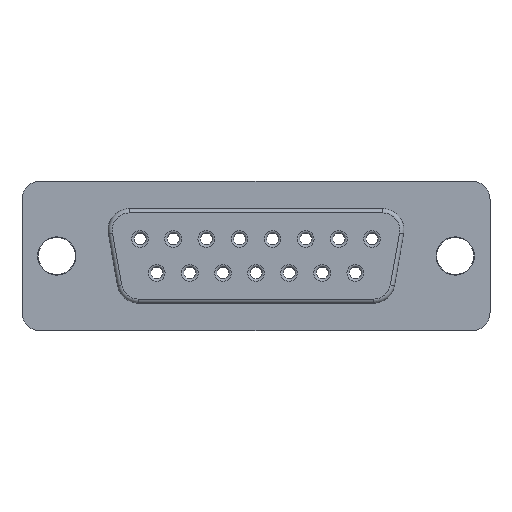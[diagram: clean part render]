
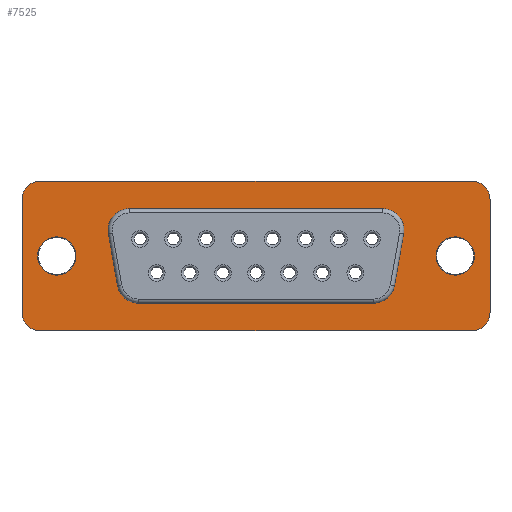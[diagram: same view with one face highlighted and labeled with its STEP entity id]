
A CAD part, front view. The second image highlights one B-rep face of the part: STEP entity #7525.
In plain terms, the highlighted planar face has unit normal (0, -1, 0).
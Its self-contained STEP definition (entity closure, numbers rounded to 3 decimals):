
#895=LINE('',#19463,#1305);
#896=LINE('',#19468,#1306);
#897=LINE('',#19472,#1307);
#898=LINE('',#19476,#1308);
#899=LINE('',#19482,#1309);
#900=LINE('',#19486,#1310);
#901=LINE('',#19490,#1311);
#902=LINE('',#19494,#1312);
#1305=VECTOR('',#10374,1000.);
#1306=VECTOR('',#10377,1000.);
#1307=VECTOR('',#10380,1000.);
#1308=VECTOR('',#10383,1000.);
#1309=VECTOR('',#10388,1000.);
#1310=VECTOR('',#10391,1000.);
#1311=VECTOR('',#10394,1000.);
#1312=VECTOR('',#10397,1000.);
#3235=ORIENTED_EDGE('',*,*,#4374,.T.);
#3236=ORIENTED_EDGE('',*,*,#4375,.T.);
#3237=ORIENTED_EDGE('',*,*,#4376,.T.);
#3238=ORIENTED_EDGE('',*,*,#4377,.T.);
#3239=ORIENTED_EDGE('',*,*,#4378,.T.);
#3240=ORIENTED_EDGE('',*,*,#4379,.T.);
#3241=ORIENTED_EDGE('',*,*,#4380,.T.);
#3242=ORIENTED_EDGE('',*,*,#4381,.T.);
#3243=ORIENTED_EDGE('',*,*,#4382,.T.);
#3244=ORIENTED_EDGE('',*,*,#4383,.F.);
#3245=ORIENTED_EDGE('',*,*,#4384,.F.);
#3246=ORIENTED_EDGE('',*,*,#4385,.F.);
#3247=ORIENTED_EDGE('',*,*,#4386,.F.);
#3248=ORIENTED_EDGE('',*,*,#4387,.F.);
#3249=ORIENTED_EDGE('',*,*,#4388,.F.);
#3250=ORIENTED_EDGE('',*,*,#4389,.F.);
#3251=ORIENTED_EDGE('',*,*,#4390,.F.);
#3252=ORIENTED_EDGE('',*,*,#4391,.T.);
#4374=EDGE_CURVE('',#5117,#5117,#5532,.T.);
#4375=EDGE_CURVE('',#5118,#5119,#895,.T.);
#4376=EDGE_CURVE('',#5119,#5120,#5533,.T.);
#4377=EDGE_CURVE('',#5120,#5121,#896,.T.);
#4378=EDGE_CURVE('',#5121,#5122,#5534,.T.);
#4379=EDGE_CURVE('',#5122,#5123,#897,.T.);
#4380=EDGE_CURVE('',#5123,#5124,#5535,.T.);
#4381=EDGE_CURVE('',#5124,#5125,#898,.T.);
#4382=EDGE_CURVE('',#5125,#5118,#5536,.T.);
#4383=EDGE_CURVE('',#5126,#5127,#5537,.T.);
#4384=EDGE_CURVE('',#5128,#5126,#899,.T.);
#4385=EDGE_CURVE('',#5129,#5128,#5538,.T.);
#4386=EDGE_CURVE('',#5130,#5129,#900,.T.);
#4387=EDGE_CURVE('',#5131,#5130,#5539,.T.);
#4388=EDGE_CURVE('',#5132,#5131,#901,.T.);
#4389=EDGE_CURVE('',#5133,#5132,#5540,.T.);
#4390=EDGE_CURVE('',#5127,#5133,#902,.T.);
#4391=EDGE_CURVE('',#5134,#5134,#5541,.T.);
#5117=VERTEX_POINT('',#19462);
#5118=VERTEX_POINT('',#19464);
#5119=VERTEX_POINT('',#19465);
#5120=VERTEX_POINT('',#19467);
#5121=VERTEX_POINT('',#19469);
#5122=VERTEX_POINT('',#19471);
#5123=VERTEX_POINT('',#19473);
#5124=VERTEX_POINT('',#19475);
#5125=VERTEX_POINT('',#19477);
#5126=VERTEX_POINT('',#19480);
#5127=VERTEX_POINT('',#19481);
#5128=VERTEX_POINT('',#19483);
#5129=VERTEX_POINT('',#19485);
#5130=VERTEX_POINT('',#19487);
#5131=VERTEX_POINT('',#19489);
#5132=VERTEX_POINT('',#19491);
#5133=VERTEX_POINT('',#19493);
#5134=VERTEX_POINT('',#19496);
#5532=CIRCLE('',#8386,1.6);
#5533=CIRCLE('',#8387,1.78);
#5534=CIRCLE('',#8388,1.78);
#5535=CIRCLE('',#8389,1.78);
#5536=CIRCLE('',#8390,1.78);
#5537=CIRCLE('',#8391,1.5);
#5538=CIRCLE('',#8392,1.5);
#5539=CIRCLE('',#8393,1.5);
#5540=CIRCLE('',#8394,1.5);
#5541=CIRCLE('',#8395,1.6);
#6190=EDGE_LOOP('',(#3235));
#6191=EDGE_LOOP('',(#3236,#3237,#3238,#3239,#3240,#3241,#3242,#3243));
#6192=EDGE_LOOP('',(#3244,#3245,#3246,#3247,#3248,#3249,#3250,#3251));
#6193=EDGE_LOOP('',(#3252));
#6852=FACE_BOUND('',#6190,.T.);
#6853=FACE_BOUND('',#6191,.T.);
#6854=FACE_BOUND('',#6192,.T.);
#6855=FACE_BOUND('',#6193,.T.);
#7088=PLANE('',#8385);
#7525=ADVANCED_FACE('',(#6852,#6853,#6854,#6855),#7088,.F.);
#8385=AXIS2_PLACEMENT_3D('',#19460,#10370,#10371);
#8386=AXIS2_PLACEMENT_3D('',#19461,#10372,#10373);
#8387=AXIS2_PLACEMENT_3D('',#19466,#10375,#10376);
#8388=AXIS2_PLACEMENT_3D('',#19470,#10378,#10379);
#8389=AXIS2_PLACEMENT_3D('',#19474,#10381,#10382);
#8390=AXIS2_PLACEMENT_3D('',#19478,#10384,#10385);
#8391=AXIS2_PLACEMENT_3D('',#19479,#10386,#10387);
#8392=AXIS2_PLACEMENT_3D('',#19484,#10389,#10390);
#8393=AXIS2_PLACEMENT_3D('',#19488,#10392,#10393);
#8394=AXIS2_PLACEMENT_3D('',#19492,#10395,#10396);
#8395=AXIS2_PLACEMENT_3D('',#19495,#10398,#10399);
#10370=DIRECTION('',(0.,1.,0.));
#10371=DIRECTION('',(0.,0.,1.));
#10372=DIRECTION('',(0.,1.,0.));
#10373=DIRECTION('',(1.,0.,0.));
#10374=DIRECTION('',(-0.174,0.,0.985));
#10375=DIRECTION('',(0.,1.,0.));
#10376=DIRECTION('',(0.,0.,1.));
#10377=DIRECTION('',(1.,0.,0.));
#10378=DIRECTION('',(0.,1.,0.));
#10379=DIRECTION('',(0.,0.,1.));
#10380=DIRECTION('',(-0.174,0.,-0.985));
#10381=DIRECTION('',(0.,1.,0.));
#10382=DIRECTION('',(0.,0.,1.));
#10383=DIRECTION('',(-1.,0.,0.));
#10384=DIRECTION('',(0.,1.,0.));
#10385=DIRECTION('',(0.,0.,1.));
#10386=DIRECTION('',(0.,1.,0.));
#10387=DIRECTION('',(1.,0.,0.));
#10388=DIRECTION('',(0.,0.,1.));
#10389=DIRECTION('',(0.,1.,0.));
#10390=DIRECTION('',(1.,0.,0.));
#10391=DIRECTION('',(-1.,0.,0.));
#10392=DIRECTION('',(0.,1.,0.));
#10393=DIRECTION('',(1.,0.,0.));
#10394=DIRECTION('',(0.,0.,-1.));
#10395=DIRECTION('',(0.,1.,0.));
#10396=DIRECTION('',(-1.,0.,0.));
#10397=DIRECTION('',(1.,0.,0.));
#10398=DIRECTION('',(0.,1.,0.));
#10399=DIRECTION('',(1.,0.,0.));
#19460=CARTESIAN_POINT('',(-18.07,-0.35,4.75));
#19461=CARTESIAN_POINT('',(-16.66,-0.35,0.));
#19462=CARTESIAN_POINT('',(-15.06,-0.35,0.));
#19463=CARTESIAN_POINT('',(-13.015,-0.35,5.641));
#19464=CARTESIAN_POINT('',(-11.583,-0.35,-2.479));
#19465=CARTESIAN_POINT('',(-12.348,-0.35,1.861));
#19466=CARTESIAN_POINT('',(-10.595,-0.35,2.17));
#19467=CARTESIAN_POINT('',(-10.595,-0.35,3.95));
#19468=CARTESIAN_POINT('',(-18.07,-0.35,3.95));
#19469=CARTESIAN_POINT('',(10.595,-0.35,3.95));
#19470=CARTESIAN_POINT('',(10.595,-0.35,2.17));
#19471=CARTESIAN_POINT('',(12.348,-0.35,1.861));
#19472=CARTESIAN_POINT('',(11.925,-0.35,-0.539));
#19473=CARTESIAN_POINT('',(11.583,-0.35,-2.479));
#19474=CARTESIAN_POINT('',(9.83,-0.35,-2.17));
#19475=CARTESIAN_POINT('',(9.83,-0.35,-3.95));
#19476=CARTESIAN_POINT('',(-18.07,-0.35,-3.95));
#19477=CARTESIAN_POINT('',(-9.83,-0.35,-3.95));
#19478=CARTESIAN_POINT('',(-9.83,-0.35,-2.17));
#19479=CARTESIAN_POINT('',(-18.07,-0.35,4.75));
#19480=CARTESIAN_POINT('',(-19.57,-0.35,4.75));
#19481=CARTESIAN_POINT('',(-18.07,-0.35,6.25));
#19482=CARTESIAN_POINT('',(-19.57,-0.35,-4.75));
#19483=CARTESIAN_POINT('',(-19.57,-0.35,-4.75));
#19484=CARTESIAN_POINT('',(-18.07,-0.35,-4.75));
#19485=CARTESIAN_POINT('',(-18.07,-0.35,-6.25));
#19486=CARTESIAN_POINT('',(18.07,-0.35,-6.25));
#19487=CARTESIAN_POINT('',(18.07,-0.35,-6.25));
#19488=CARTESIAN_POINT('',(18.07,-0.35,-4.75));
#19489=CARTESIAN_POINT('',(19.57,-0.35,-4.75));
#19490=CARTESIAN_POINT('',(19.57,-0.35,4.75));
#19491=CARTESIAN_POINT('',(19.57,-0.35,4.75));
#19492=CARTESIAN_POINT('',(18.07,-0.35,4.75));
#19493=CARTESIAN_POINT('',(18.07,-0.35,6.25));
#19494=CARTESIAN_POINT('',(-18.07,-0.35,6.25));
#19495=CARTESIAN_POINT('',(16.66,-0.35,0.));
#19496=CARTESIAN_POINT('',(18.26,-0.35,0.));
